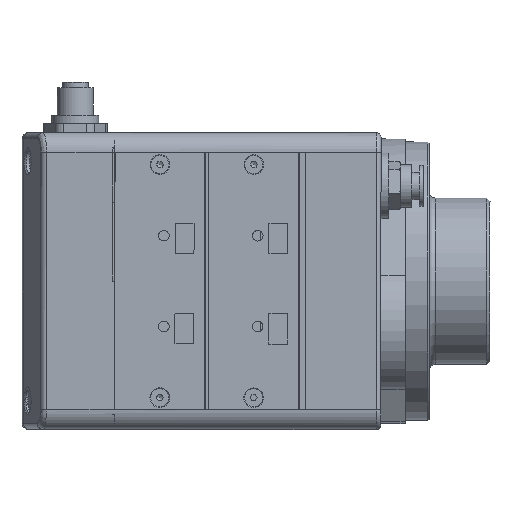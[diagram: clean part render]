
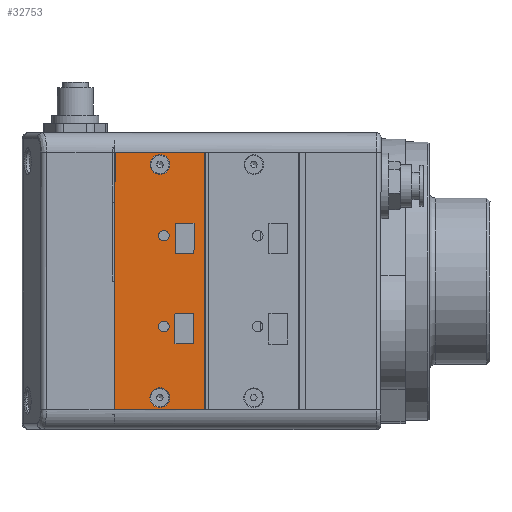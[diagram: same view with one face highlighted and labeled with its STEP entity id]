
A CAD part, left-side view. The second image highlights one B-rep face of the part: STEP entity #32753.
In plain terms, the highlighted planar face has unit normal (-1, 0, 0).
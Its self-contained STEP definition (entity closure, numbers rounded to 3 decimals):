
#1001=LINE('',#51047,#3920);
#1004=LINE('',#51054,#3923);
#1008=LINE('',#51064,#3927);
#1038=LINE('',#51142,#3957);
#1041=LINE('',#51148,#3960);
#1896=LINE('',#55024,#4815);
#1900=LINE('',#55032,#4819);
#1905=LINE('',#55041,#4824);
#1906=LINE('',#55043,#4825);
#1908=LINE('',#55049,#4827);
#1912=LINE('',#55057,#4831);
#1917=LINE('',#55066,#4836);
#1918=LINE('',#55068,#4837);
#2140=LINE('',#55892,#5059);
#3920=VECTOR('',#39442,10.);
#3923=VECTOR('',#39449,10.);
#3927=VECTOR('',#39457,10.);
#3957=VECTOR('',#39519,10.);
#3960=VECTOR('',#39524,10.);
#4815=VECTOR('',#42515,10.);
#4819=VECTOR('',#42521,10.);
#4824=VECTOR('',#42528,10.);
#4825=VECTOR('',#42531,10.);
#4827=VECTOR('',#42537,10.);
#4831=VECTOR('',#42543,10.);
#4836=VECTOR('',#42550,10.);
#4837=VECTOR('',#42553,10.);
#5059=VECTOR('',#43343,10.);
#6791=FACE_BOUND('',#9967,.T.);
#6792=FACE_BOUND('',#9968,.T.);
#6793=FACE_BOUND('',#9969,.T.);
#6794=FACE_BOUND('',#9970,.T.);
#6795=FACE_BOUND('',#9971,.T.);
#6796=FACE_BOUND('',#9972,.T.);
#7730=FACE_OUTER_BOUND('',#9966,.T.);
#9966=EDGE_LOOP('',(#25387,#25388,#25389,#25390,#25391,#25392));
#9967=EDGE_LOOP('',(#25393,#25394,#25395,#25396));
#9968=EDGE_LOOP('',(#25397,#25398,#25399,#25400));
#9969=EDGE_LOOP('',(#25401));
#9970=EDGE_LOOP('',(#25402));
#9971=EDGE_LOOP('',(#25403,#25404));
#9972=EDGE_LOOP('',(#25405,#25406));
#12239=CIRCLE('',#35960,1.75);
#12240=CIRCLE('',#35962,1.75);
#12248=CIRCLE('',#35974,3.25);
#12249=CIRCLE('',#35975,3.25);
#12250=CIRCLE('',#35977,3.25);
#12251=CIRCLE('',#35978,3.25);
#13504=VERTEX_POINT('',#51044);
#13505=VERTEX_POINT('',#51046);
#13507=VERTEX_POINT('',#51052);
#13511=VERTEX_POINT('',#51062);
#13537=VERTEX_POINT('',#51140);
#13539=VERTEX_POINT('',#51146);
#14571=VERTEX_POINT('',#55022);
#14572=VERTEX_POINT('',#55023);
#14575=VERTEX_POINT('',#55031);
#14578=VERTEX_POINT('',#55039);
#14579=VERTEX_POINT('',#55047);
#14580=VERTEX_POINT('',#55048);
#14583=VERTEX_POINT('',#55056);
#14586=VERTEX_POINT('',#55064);
#14850=VERTEX_POINT('',#55852);
#14851=VERTEX_POINT('',#55856);
#14859=VERTEX_POINT('',#55880);
#14860=VERTEX_POINT('',#55882);
#14861=VERTEX_POINT('',#55886);
#14862=VERTEX_POINT('',#55888);
#16543=EDGE_CURVE('',#13505,#13504,#1001,.T.);
#16547=EDGE_CURVE('',#13504,#13507,#1004,.T.);
#16552=EDGE_CURVE('',#13507,#13511,#1008,.T.);
#16587=EDGE_CURVE('',#13511,#13537,#1038,.T.);
#16590=EDGE_CURVE('',#13537,#13539,#1041,.T.);
#18139=EDGE_CURVE('',#14571,#14572,#1896,.T.);
#18143=EDGE_CURVE('',#14575,#14571,#1900,.T.);
#18148=EDGE_CURVE('',#14572,#14578,#1905,.T.);
#18149=EDGE_CURVE('',#14578,#14575,#1906,.T.);
#18151=EDGE_CURVE('',#14579,#14580,#1908,.T.);
#18155=EDGE_CURVE('',#14583,#14579,#1912,.T.);
#18160=EDGE_CURVE('',#14580,#14586,#1917,.T.);
#18161=EDGE_CURVE('',#14586,#14583,#1918,.T.);
#18555=EDGE_CURVE('',#14850,#14850,#12239,.T.);
#18557=EDGE_CURVE('',#14851,#14851,#12240,.T.);
#18569=EDGE_CURVE('',#14860,#14859,#12248,.T.);
#18570=EDGE_CURVE('',#14859,#14860,#12249,.T.);
#18572=EDGE_CURVE('',#14862,#14861,#12250,.T.);
#18573=EDGE_CURVE('',#14861,#14862,#12251,.T.);
#18574=EDGE_CURVE('',#13539,#13505,#2140,.T.);
#25387=ORIENTED_EDGE('',*,*,#18574,.T.);
#25388=ORIENTED_EDGE('',*,*,#16543,.T.);
#25389=ORIENTED_EDGE('',*,*,#16547,.T.);
#25390=ORIENTED_EDGE('',*,*,#16552,.T.);
#25391=ORIENTED_EDGE('',*,*,#16587,.T.);
#25392=ORIENTED_EDGE('',*,*,#16590,.T.);
#25393=ORIENTED_EDGE('',*,*,#18139,.T.);
#25394=ORIENTED_EDGE('',*,*,#18148,.T.);
#25395=ORIENTED_EDGE('',*,*,#18149,.T.);
#25396=ORIENTED_EDGE('',*,*,#18143,.T.);
#25397=ORIENTED_EDGE('',*,*,#18151,.T.);
#25398=ORIENTED_EDGE('',*,*,#18160,.T.);
#25399=ORIENTED_EDGE('',*,*,#18161,.T.);
#25400=ORIENTED_EDGE('',*,*,#18155,.T.);
#25401=ORIENTED_EDGE('',*,*,#18555,.T.);
#25402=ORIENTED_EDGE('',*,*,#18557,.T.);
#25403=ORIENTED_EDGE('',*,*,#18569,.T.);
#25404=ORIENTED_EDGE('',*,*,#18570,.T.);
#25405=ORIENTED_EDGE('',*,*,#18572,.T.);
#25406=ORIENTED_EDGE('',*,*,#18573,.T.);
#30836=PLANE('',#35980);
#32753=ADVANCED_FACE('',(#7730,#6791,#6792,#6793,#6794,#6795,#6796),#30836,
 .T.);
#35960=AXIS2_PLACEMENT_3D('',#55854,#43297,#43298);
#35962=AXIS2_PLACEMENT_3D('',#55858,#43302,#43303);
#35974=AXIS2_PLACEMENT_3D('',#55883,#43330,#43331);
#35975=AXIS2_PLACEMENT_3D('',#55884,#43332,#43333);
#35977=AXIS2_PLACEMENT_3D('',#55889,#43337,#43338);
#35978=AXIS2_PLACEMENT_3D('',#55890,#43339,#43340);
#35980=AXIS2_PLACEMENT_3D('',#55893,#43344,#43345);
#39442=DIRECTION('',(0.,1.,0.001));
#39449=DIRECTION('',(0.,0.001,-1.));
#39457=DIRECTION('',(0.,0.001,-1.));
#39519=DIRECTION('',(0.,0.001,-1.));
#39524=DIRECTION('',(0.,-1.,-0.001));
#42515=DIRECTION('',(0.,0.001,-1.));
#42521=DIRECTION('',(0.,-1.,-0.001));
#42528=DIRECTION('',(0.,1.,0.001));
#42531=DIRECTION('',(0.,-0.001,1.));
#42537=DIRECTION('',(0.,0.001,-1.));
#42543=DIRECTION('',(0.,-1.,-0.001));
#42550=DIRECTION('',(0.,1.,0.001));
#42553=DIRECTION('',(0.,-0.001,1.));
#43297=DIRECTION('center_axis',(1.,0.,0.));
#43298=DIRECTION('ref_axis',(0.,-0.001,
1.));
#43302=DIRECTION('center_axis',(1.,0.,0.));
#43303=DIRECTION('ref_axis',(0.,-0.001,
1.));
#43330=DIRECTION('center_axis',(1.,0.,0.));
#43331=DIRECTION('ref_axis',(0.,-0.001,
1.));
#43332=DIRECTION('center_axis',(1.,0.,0.));
#43333=DIRECTION('ref_axis',(0.,-0.001,
1.));
#43337=DIRECTION('center_axis',(1.,0.,0.));
#43338=DIRECTION('ref_axis',(0.,-0.001,
1.));
#43339=DIRECTION('center_axis',(1.,0.,0.));
#43340=DIRECTION('ref_axis',(0.,-0.001,
1.));
#43343=DIRECTION('',(0.,-0.001,1.));
#43344=DIRECTION('center_axis',(-1.,0.,0.));
#43345=DIRECTION('ref_axis',(0.,-0.001,
1.));
#51044=CARTESIAN_POINT('',(-124.,0.492,206.226));
#51046=CARTESIAN_POINT('',(-124.,-29.208,206.203));
#51047=CARTESIAN_POINT('',(-124.,-29.208,206.203));
#51052=CARTESIAN_POINT('',(-124.,0.507,187.874));
#51054=CARTESIAN_POINT('',(-124.,0.492,206.226));
#51062=CARTESIAN_POINT('',(-124.,0.545,139.378));
#51064=CARTESIAN_POINT('',(-124.,0.492,206.226));
#51140=CARTESIAN_POINT('',(-124.,0.56,121.526));
#51142=CARTESIAN_POINT('',(-124.,0.492,206.226));
#51146=CARTESIAN_POINT('',(-124.,-29.14,121.503));
#51148=CARTESIAN_POINT('',(-124.,0.56,121.526));
#55022=CARTESIAN_POINT('',(-124.,-25.597,182.942));
#55023=CARTESIAN_POINT('',(-124.,-25.589,172.942));
#55024=CARTESIAN_POINT('',(-124.,-25.586,168.399));
#55031=CARTESIAN_POINT('',(-124.,-19.339,182.947));
#55032=CARTESIAN_POINT('',(-124.,-21.839,182.945));
#55039=CARTESIAN_POINT('',(-124.,-19.331,172.947));
#55041=CARTESIAN_POINT('',(-124.,-16.831,172.949));
#55043=CARTESIAN_POINT('',(-124.,-19.332,173.404));
#55047=CARTESIAN_POINT('',(-124.,-25.574,153.098));
#55048=CARTESIAN_POINT('',(-124.,-25.566,143.098));
#55049=CARTESIAN_POINT('',(-124.,-25.574,153.477));
#55056=CARTESIAN_POINT('',(-124.,-19.316,153.103));
#55057=CARTESIAN_POINT('',(-124.,-21.816,153.101));
#55064=CARTESIAN_POINT('',(-124.,-19.308,143.103));
#55066=CARTESIAN_POINT('',(-124.,-16.808,143.105));
#55068=CARTESIAN_POINT('',(-124.,-19.32,158.482));
#55852=CARTESIAN_POINT('',(-124.,-15.635,177.113));
#55854=CARTESIAN_POINT('Origin',(-124.,-15.636,178.863));
#55856=CARTESIAN_POINT('',(-124.,-15.611,147.113));
#55858=CARTESIAN_POINT('Origin',(-124.,-15.612,148.863));
#55880=CARTESIAN_POINT('',(-124.,-14.291,122.114));
#55882=CARTESIAN_POINT('',(-124.,-14.296,128.614));
#55883=CARTESIAN_POINT('Origin',(-124.,-14.293,125.364));
#55884=CARTESIAN_POINT('Origin',(-124.,-14.293,125.364));
#55886=CARTESIAN_POINT('',(-124.,-14.352,199.114));
#55888=CARTESIAN_POINT('',(-124.,-14.357,205.614));
#55889=CARTESIAN_POINT('Origin',(-124.,-14.355,202.364));
#55890=CARTESIAN_POINT('Origin',(-124.,-14.355,202.364));
#55892=CARTESIAN_POINT('',(-124.,-29.14,121.503));
#55893=CARTESIAN_POINT('Origin',(-124.,-14.324,163.864));
